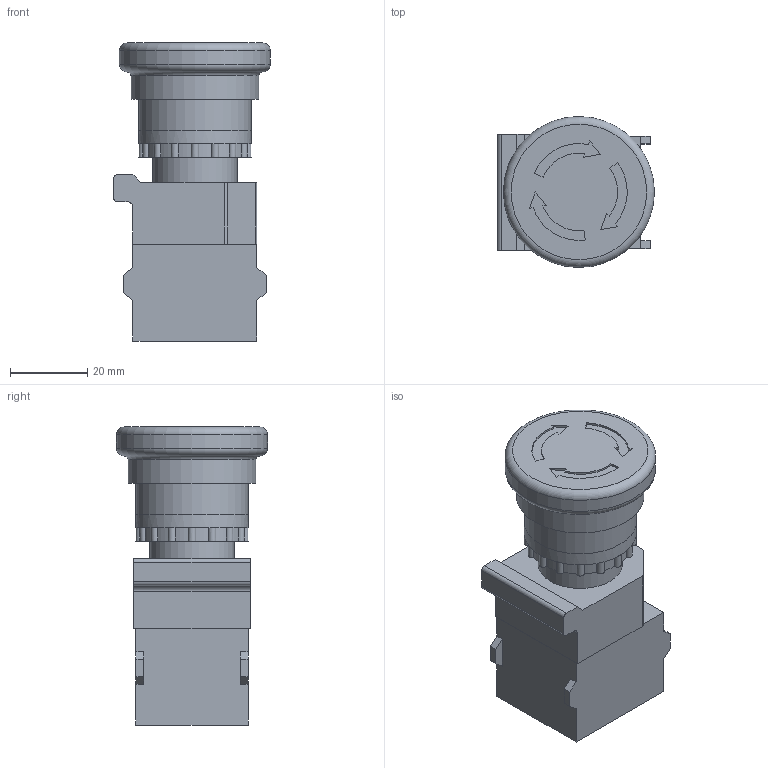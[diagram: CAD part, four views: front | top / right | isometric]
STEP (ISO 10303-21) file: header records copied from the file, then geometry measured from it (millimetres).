
FILE_DESCRIPTION(/* description */ (''),/* implementation_level */ '2;1');
FILE_NAME(/* name */ 'Emergency stop switch v6.step',/* time_stamp */ '2022-10-10T15:41:09+03:00',/* author */ (''),/* organization */ (''),/* preprocessor_version */ 'ST-DEVELOPER v19',/* originating_system */ 'Autodesk Translation Framework v11.7.0.108',/* authorisation */ '');
FILE_SCHEMA (('AUTOMOTIVE_DESIGN { 1 0 10303 214 3 1 1 }'));
Length unit declared in the file: millimetre
Products named in the file (1): Emergency stop switch
Bounding box: 40.5 x 39 x 77 mm (x, y, z)
Volume: 65571.8 mm3; surface area: 18702.2 mm2
Topology: 5 solids, 5 shells, 130 faces, 326 edges, 211 vertices
Faces by surface type: plane 76, cylinder 51, torus 3
Full cylindrical faces by diameter (mm): 21.765 x1, 29 x3, 33 x1, 39 x1
Entity records: 3990 total; most frequent: DIRECTION 728, CARTESIAN_POINT 668, ORIENTED_EDGE 652, EDGE_CURVE 326, AXIS2_PLACEMENT_3D 271, VERTEX_POINT 211, LINE 186, VECTOR 186
